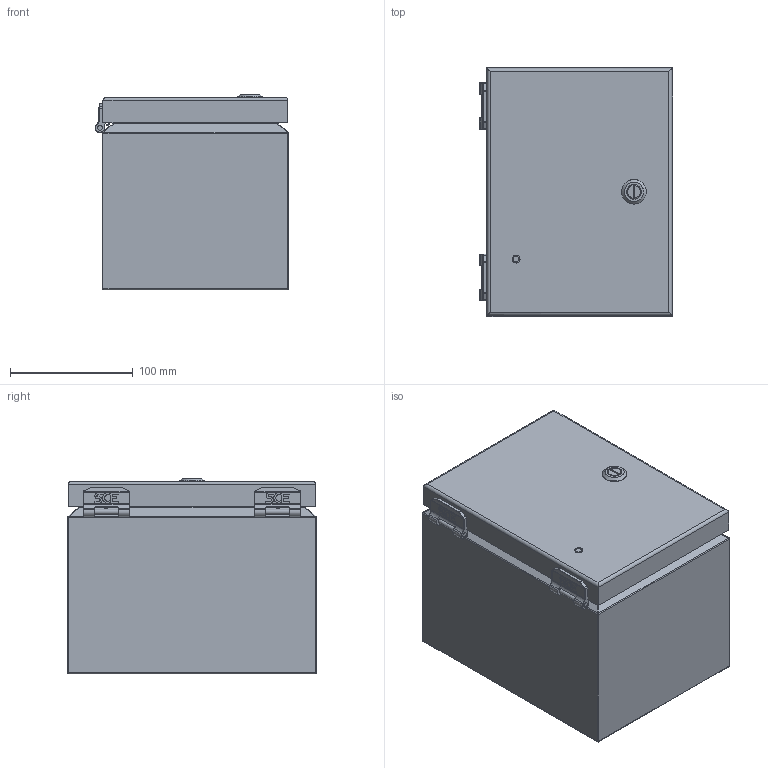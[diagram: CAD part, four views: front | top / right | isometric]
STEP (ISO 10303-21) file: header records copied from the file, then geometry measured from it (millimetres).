
FILE_DESCRIPTION (( 'STEP AP214' ), '1' );
FILE_NAME ('SCE-8066ELJ.STEP', '2023-03-21T11:53:58', ( '' ), ( '' ), 'SwSTEP 2.0', 'SolidWorks 2021', '' );
FILE_SCHEMA (( 'AUTOMOTIVE_DESIGN' ));
Length unit declared in the file: inch
Products named in the file (1): SCE-8066ELJ
Bounding box: 158 x 203.2 x 159.8 mm (x, y, z)
Volume: 329908.5 mm3; surface area: 422420 mm2
Topology: 22 solids, 22 shells, 1294 faces, 3213 edges, 1902 vertices
Faces by surface type: bspline 416, plane 401, cylinder 390, torus 56, sphere 16, cone 15
Full cylindrical faces by diameter (mm): 0.508 x2, 2.54 x2, 3.962 x2, 4.013 x4, 4.318 x2, 4.775 x5, 4.826 x1, 5.08 x1, 5.537 x2, 6.058 x1, 6.35 x8, 6.463 x1, 6.502 x1, 6.604 x2, 6.824 x1, 7.167 x1, 7.216 x8, 7.874 x1, 8.28 x1, 8.89 x1, 9.474 x4, 10.922 x1, 11.684 x1, 12.065 x1, 12.17 x2, 16.002 x1, 20.018 x1
Entity records: 65661 total; most frequent: CARTESIAN_POINT 40083, ORIENTED_EDGE 5998, DIRECTION 3833, EDGE_CURVE 2999, VERTEX_POINT 1866, AXIS2_PLACEMENT_3D 1479, EDGE_LOOP 1457, FACE_OUTER_BOUND 1372
